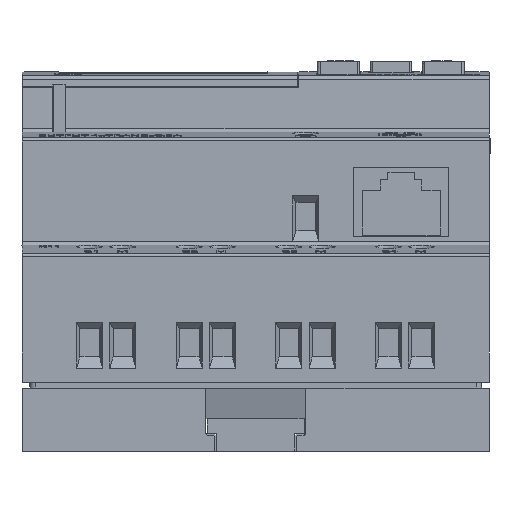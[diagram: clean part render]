
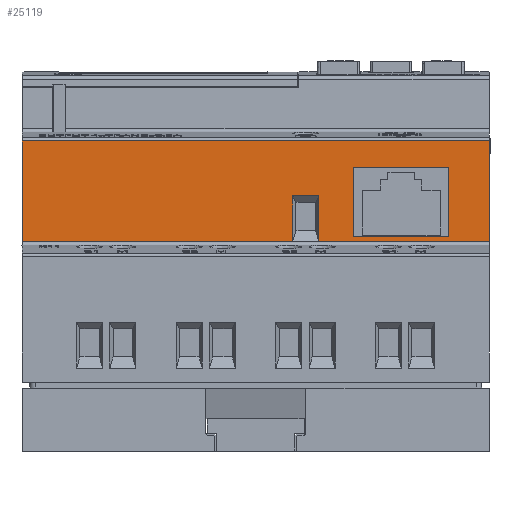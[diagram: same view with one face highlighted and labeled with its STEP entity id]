
A CAD part, front view. The second image highlights one B-rep face of the part: STEP entity #25119.
In plain terms, the highlighted face is planar.
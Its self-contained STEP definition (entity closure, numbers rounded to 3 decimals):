
#22966=FACE_BOUND('',#32564,.T.);
#22967=FACE_BOUND('',#32565,.T.);
#22968=FACE_BOUND('',#32566,.T.);
#25119=ADVANCED_FACE('',(#22966,#22967,#22968),#27928,.T.);
#27928=PLANE('',#70258);
#32564=EDGE_LOOP('',(#36234,#36235,#36236,#36237));
#32565=EDGE_LOOP('',(#36238,#36239,#36240,#36241));
#32566=EDGE_LOOP('',(#36242,#36243,#36244,#36245));
#36234=ORIENTED_EDGE('',*,*,#54947,.F.);
#36235=ORIENTED_EDGE('',*,*,#54948,.F.);
#36236=ORIENTED_EDGE('',*,*,#54949,.F.);
#36237=ORIENTED_EDGE('',*,*,#54950,.F.);
#36238=ORIENTED_EDGE('',*,*,#54951,.T.);
#36239=ORIENTED_EDGE('',*,*,#54952,.T.);
#36240=ORIENTED_EDGE('',*,*,#54953,.T.);
#36241=ORIENTED_EDGE('',*,*,#54954,.T.);
#36242=ORIENTED_EDGE('',*,*,#54955,.F.);
#36243=ORIENTED_EDGE('',*,*,#54946,.F.);
#36244=ORIENTED_EDGE('',*,*,#54361,.T.);
#36245=ORIENTED_EDGE('',*,*,#54956,.T.);
#49683=VERTEX_POINT('',#87064);
#49684=VERTEX_POINT('',#87066);
#50220=VERTEX_POINT('',#89492);
#50221=VERTEX_POINT('',#89496);
#50222=VERTEX_POINT('',#89497);
#50223=VERTEX_POINT('',#89499);
#50224=VERTEX_POINT('',#89501);
#50225=VERTEX_POINT('',#89504);
#50226=VERTEX_POINT('',#89505);
#50227=VERTEX_POINT('',#89507);
#50228=VERTEX_POINT('',#89509);
#50229=VERTEX_POINT('',#89512);
#54361=EDGE_CURVE('',#49684,#49683,#61363,.T.);
#54946=EDGE_CURVE('',#49684,#50220,#61725,.T.);
#54947=EDGE_CURVE('',#50221,#50222,#61726,.T.);
#54948=EDGE_CURVE('',#50223,#50221,#61727,.T.);
#54949=EDGE_CURVE('',#50224,#50223,#61728,.T.);
#54950=EDGE_CURVE('',#50222,#50224,#61729,.T.);
#54951=EDGE_CURVE('',#50225,#50226,#61730,.T.);
#54952=EDGE_CURVE('',#50226,#50227,#61731,.T.);
#54953=EDGE_CURVE('',#50227,#50228,#61732,.T.);
#54954=EDGE_CURVE('',#50228,#50225,#61733,.T.);
#54955=EDGE_CURVE('',#50220,#50229,#61734,.T.);
#54956=EDGE_CURVE('',#49683,#50229,#61735,.T.);
#61363=LINE('',#87065,#65486);
#61725=LINE('',#89493,#65848);
#61726=LINE('',#89495,#65849);
#61727=LINE('',#89498,#65850);
#61728=LINE('',#89500,#65851);
#61729=LINE('',#89502,#65852);
#61730=LINE('',#89503,#65853);
#61731=LINE('',#89506,#65854);
#61732=LINE('',#89508,#65855);
#61733=LINE('',#89510,#65856);
#61734=LINE('',#89511,#65857);
#61735=LINE('',#89513,#65858);
#65486=VECTOR('',#74128,1.);
#65848=VECTOR('',#74780,1.);
#65849=VECTOR('',#74783,1.);
#65850=VECTOR('',#74784,1.);
#65851=VECTOR('',#74785,1.);
#65852=VECTOR('',#74786,1.);
#65853=VECTOR('',#74787,1.);
#65854=VECTOR('',#74788,1.);
#65855=VECTOR('',#74789,1.);
#65856=VECTOR('',#74790,1.);
#65857=VECTOR('',#74791,1.);
#65858=VECTOR('',#74792,1.);
#70258=AXIS2_PLACEMENT_3D('',#89514,#74793,#74794);
#74128=DIRECTION('',(0.,-1.,0.));
#74780=DIRECTION('',(1.,0.,0.));
#74783=DIRECTION('',(0.,-1.,0.));
#74784=DIRECTION('',(-1.,0.,0.));
#74785=DIRECTION('',(0.,1.,0.));
#74786=DIRECTION('',(1.,0.,0.));
#74787=DIRECTION('',(-1.,0.,0.));
#74788=DIRECTION('',(0.,1.,0.));
#74789=DIRECTION('',(1.,0.,0.));
#74790=DIRECTION('',(0.,-1.,0.));
#74791=DIRECTION('',(0.,-1.,0.));
#74792=DIRECTION('',(1.,0.,0.));
#74793=DIRECTION('',(0.,0.,1.));
#74794=DIRECTION('',(0.,-1.,0.));
#87064=CARTESIAN_POINT('',(-35.75,27.05,34.));
#87065=CARTESIAN_POINT('',(-35.75,42.495,34.));
#87066=CARTESIAN_POINT('',(-35.75,42.495,34.));
#89492=CARTESIAN_POINT('',(35.75,42.495,34.));
#89493=CARTESIAN_POINT('',(-35.75,42.495,34.));
#89495=CARTESIAN_POINT('',(14.91,38.41,34.));
#89496=CARTESIAN_POINT('',(14.91,38.41,34.));
#89497=CARTESIAN_POINT('',(14.91,27.81,34.));
#89498=CARTESIAN_POINT('',(29.51,38.41,34.));
#89499=CARTESIAN_POINT('',(29.51,38.41,34.));
#89500=CARTESIAN_POINT('',(29.51,27.81,34.));
#89501=CARTESIAN_POINT('',(29.51,27.81,34.));
#89502=CARTESIAN_POINT('',(14.91,27.81,34.));
#89503=CARTESIAN_POINT('',(6.16,27.1,34.));
#89504=CARTESIAN_POINT('',(9.66,27.1,34.));
#89505=CARTESIAN_POINT('',(5.66,27.1,34.));
#89506=CARTESIAN_POINT('',(5.66,34.1,34.));
#89507=CARTESIAN_POINT('',(5.66,34.1,34.));
#89508=CARTESIAN_POINT('',(9.16,34.1,34.));
#89509=CARTESIAN_POINT('',(9.66,34.1,34.));
#89510=CARTESIAN_POINT('',(9.66,27.1,34.));
#89511=CARTESIAN_POINT('',(35.75,42.495,34.));
#89512=CARTESIAN_POINT('',(35.75,27.05,34.));
#89513=CARTESIAN_POINT('',(-35.75,27.05,34.));
#89514=CARTESIAN_POINT('',(-35.75,42.495,34.));
